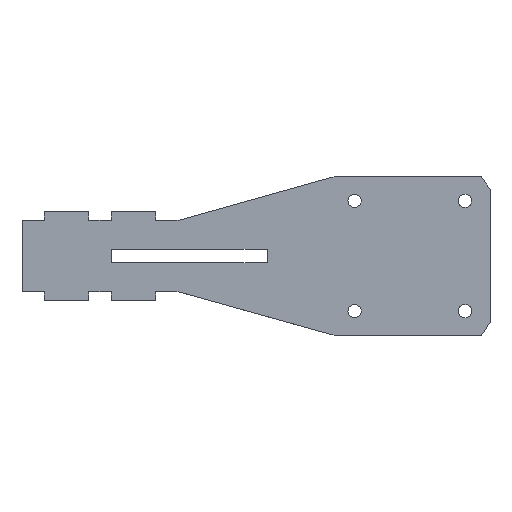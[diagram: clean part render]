
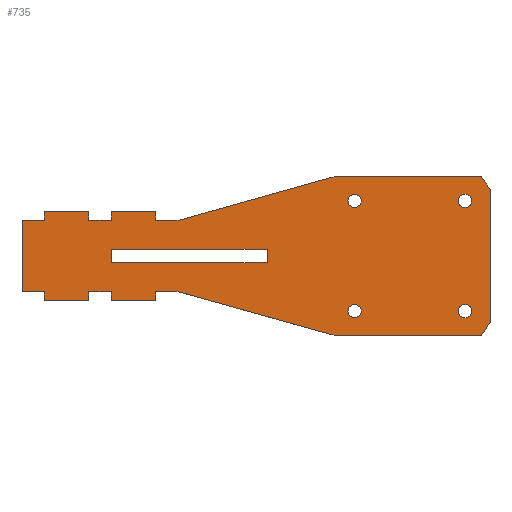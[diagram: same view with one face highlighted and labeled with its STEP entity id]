
A CAD part, top view. The second image highlights one B-rep face of the part: STEP entity #735.
In plain terms, the highlighted planar face has unit normal (0, 0, 1).
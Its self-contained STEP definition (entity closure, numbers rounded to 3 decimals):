
#19=FACE_BOUND('',#116,.T.);
#20=FACE_BOUND('',#117,.T.);
#21=FACE_BOUND('',#118,.T.);
#22=FACE_BOUND('',#119,.T.);
#23=FACE_BOUND('',#120,.T.);
#29=CIRCLE('',#744,1.5);
#31=CIRCLE('',#747,1.5);
#33=CIRCLE('',#750,1.5);
#35=CIRCLE('',#753,1.5);
#75=FACE_OUTER_BOUND('',#115,.T.);
#115=EDGE_LOOP('',(#601,#602,#603,#604,#605,#606,#607,#608,#609,#610,#611,
#612,#613,#614,#615,#616,#617,#618,#619,#620,#621,#622,#623,#624,#625,#626));
#116=EDGE_LOOP('',(#627,#628,#629,#630));
#117=EDGE_LOOP('',(#631));
#118=EDGE_LOOP('',(#632));
#119=EDGE_LOOP('',(#633));
#120=EDGE_LOOP('',(#634));
#129=LINE('',#971,#219);
#133=LINE('',#978,#223);
#136=LINE('',#984,#226);
#138=LINE('',#987,#228);
#141=LINE('',#1015,#231);
#144=LINE('',#1021,#234);
#147=LINE('',#1027,#237);
#150=LINE('',#1033,#240);
#153=LINE('',#1039,#243);
#156=LINE('',#1045,#246);
#159=LINE('',#1051,#249);
#162=LINE('',#1057,#252);
#165=LINE('',#1063,#255);
#168=LINE('',#1069,#258);
#171=LINE('',#1075,#261);
#174=LINE('',#1081,#264);
#177=LINE('',#1087,#267);
#180=LINE('',#1093,#270);
#183=LINE('',#1099,#273);
#186=LINE('',#1105,#276);
#189=LINE('',#1111,#279);
#192=LINE('',#1117,#282);
#195=LINE('',#1123,#285);
#198=LINE('',#1129,#288);
#201=LINE('',#1135,#291);
#204=LINE('',#1141,#294);
#207=LINE('',#1147,#297);
#210=LINE('',#1153,#300);
#213=LINE('',#1159,#303);
#216=LINE('',#1163,#306);
#219=VECTOR('',#789,35.);
#223=VECTOR('',#795,3.);
#226=VECTOR('',#800,35.);
#228=VECTOR('',#804,3.);
#231=VECTOR('',#833,36.346);
#234=VECTOR('',#838,33.);
#237=VECTOR('',#843,3.421);
#240=VECTOR('',#848,30.);
#243=VECTOR('',#853,3.421);
#246=VECTOR('',#858,33.);
#249=VECTOR('',#863,36.333);
#252=VECTOR('',#868,5.);
#255=VECTOR('',#873,2.);
#258=VECTOR('',#878,10.);
#261=VECTOR('',#883,2.);
#264=VECTOR('',#888,5.);
#267=VECTOR('',#893,2.);
#270=VECTOR('',#898,10.);
#273=VECTOR('',#903,2.);
#276=VECTOR('',#908,5.);
#279=VECTOR('',#913,16.);
#282=VECTOR('',#918,5.);
#285=VECTOR('',#923,2.);
#288=VECTOR('',#928,10.);
#291=VECTOR('',#933,2.);
#294=VECTOR('',#938,5.);
#297=VECTOR('',#943,2.);
#300=VECTOR('',#948,10.);
#303=VECTOR('',#953,2.);
#306=VECTOR('',#958,5.);
#309=VERTEX_POINT('',#968);
#310=VERTEX_POINT('',#970);
#312=VERTEX_POINT('',#976);
#314=VERTEX_POINT('',#982);
#315=VERTEX_POINT('',#989);
#317=VERTEX_POINT('',#994);
#319=VERTEX_POINT('',#999);
#321=VERTEX_POINT('',#1004);
#325=VERTEX_POINT('',#1012);
#326=VERTEX_POINT('',#1014);
#328=VERTEX_POINT('',#1020);
#330=VERTEX_POINT('',#1026);
#332=VERTEX_POINT('',#1032);
#334=VERTEX_POINT('',#1038);
#336=VERTEX_POINT('',#1044);
#338=VERTEX_POINT('',#1050);
#340=VERTEX_POINT('',#1056);
#342=VERTEX_POINT('',#1062);
#344=VERTEX_POINT('',#1068);
#346=VERTEX_POINT('',#1074);
#348=VERTEX_POINT('',#1080);
#350=VERTEX_POINT('',#1086);
#352=VERTEX_POINT('',#1092);
#354=VERTEX_POINT('',#1098);
#356=VERTEX_POINT('',#1104);
#358=VERTEX_POINT('',#1110);
#360=VERTEX_POINT('',#1116);
#362=VERTEX_POINT('',#1122);
#364=VERTEX_POINT('',#1128);
#366=VERTEX_POINT('',#1134);
#368=VERTEX_POINT('',#1140);
#370=VERTEX_POINT('',#1146);
#372=VERTEX_POINT('',#1152);
#374=VERTEX_POINT('',#1158);
#377=EDGE_CURVE('',#310,#309,#129,.T.);
#381=EDGE_CURVE('',#309,#312,#133,.T.);
#384=EDGE_CURVE('',#312,#314,#136,.T.);
#386=EDGE_CURVE('',#314,#310,#138,.T.);
#387=EDGE_CURVE('',#315,#315,#29,.T.);
#389=EDGE_CURVE('',#317,#317,#31,.T.);
#391=EDGE_CURVE('',#319,#319,#33,.T.);
#393=EDGE_CURVE('',#321,#321,#35,.T.);
#397=EDGE_CURVE('',#326,#325,#141,.T.);
#400=EDGE_CURVE('',#328,#326,#144,.T.);
#403=EDGE_CURVE('',#330,#328,#147,.T.);
#406=EDGE_CURVE('',#332,#330,#150,.T.);
#409=EDGE_CURVE('',#334,#332,#153,.T.);
#412=EDGE_CURVE('',#336,#334,#156,.T.);
#415=EDGE_CURVE('',#338,#336,#159,.T.);
#418=EDGE_CURVE('',#340,#338,#162,.T.);
#421=EDGE_CURVE('',#342,#340,#165,.T.);
#424=EDGE_CURVE('',#344,#342,#168,.T.);
#427=EDGE_CURVE('',#346,#344,#171,.T.);
#430=EDGE_CURVE('',#348,#346,#174,.T.);
#433=EDGE_CURVE('',#350,#348,#177,.T.);
#436=EDGE_CURVE('',#352,#350,#180,.T.);
#439=EDGE_CURVE('',#354,#352,#183,.T.);
#442=EDGE_CURVE('',#356,#354,#186,.T.);
#445=EDGE_CURVE('',#358,#356,#189,.T.);
#448=EDGE_CURVE('',#360,#358,#192,.T.);
#451=EDGE_CURVE('',#362,#360,#195,.T.);
#454=EDGE_CURVE('',#364,#362,#198,.T.);
#457=EDGE_CURVE('',#366,#364,#201,.T.);
#460=EDGE_CURVE('',#368,#366,#204,.T.);
#463=EDGE_CURVE('',#370,#368,#207,.T.);
#466=EDGE_CURVE('',#372,#370,#210,.T.);
#469=EDGE_CURVE('',#374,#372,#213,.T.);
#472=EDGE_CURVE('',#325,#374,#216,.T.);
#601=ORIENTED_EDGE('',*,*,#472,.T.);
#602=ORIENTED_EDGE('',*,*,#469,.T.);
#603=ORIENTED_EDGE('',*,*,#466,.T.);
#604=ORIENTED_EDGE('',*,*,#463,.T.);
#605=ORIENTED_EDGE('',*,*,#460,.T.);
#606=ORIENTED_EDGE('',*,*,#457,.T.);
#607=ORIENTED_EDGE('',*,*,#454,.T.);
#608=ORIENTED_EDGE('',*,*,#451,.T.);
#609=ORIENTED_EDGE('',*,*,#448,.T.);
#610=ORIENTED_EDGE('',*,*,#445,.T.);
#611=ORIENTED_EDGE('',*,*,#442,.T.);
#612=ORIENTED_EDGE('',*,*,#439,.T.);
#613=ORIENTED_EDGE('',*,*,#436,.T.);
#614=ORIENTED_EDGE('',*,*,#433,.T.);
#615=ORIENTED_EDGE('',*,*,#430,.T.);
#616=ORIENTED_EDGE('',*,*,#427,.T.);
#617=ORIENTED_EDGE('',*,*,#424,.T.);
#618=ORIENTED_EDGE('',*,*,#421,.T.);
#619=ORIENTED_EDGE('',*,*,#418,.T.);
#620=ORIENTED_EDGE('',*,*,#415,.T.);
#621=ORIENTED_EDGE('',*,*,#412,.T.);
#622=ORIENTED_EDGE('',*,*,#409,.T.);
#623=ORIENTED_EDGE('',*,*,#406,.T.);
#624=ORIENTED_EDGE('',*,*,#403,.T.);
#625=ORIENTED_EDGE('',*,*,#400,.T.);
#626=ORIENTED_EDGE('',*,*,#397,.T.);
#627=ORIENTED_EDGE('',*,*,#377,.T.);
#628=ORIENTED_EDGE('',*,*,#381,.T.);
#629=ORIENTED_EDGE('',*,*,#384,.T.);
#630=ORIENTED_EDGE('',*,*,#386,.T.);
#631=ORIENTED_EDGE('',*,*,#387,.T.);
#632=ORIENTED_EDGE('',*,*,#389,.T.);
#633=ORIENTED_EDGE('',*,*,#391,.T.);
#634=ORIENTED_EDGE('',*,*,#393,.T.);
#699=PLANE('',#781);
#735=ADVANCED_FACE('',(#75,#19,#20,#21,#22,#23),#699,.T.);
#744=AXIS2_PLACEMENT_3D('',#990,#807,#808);
#747=AXIS2_PLACEMENT_3D('',#995,#813,#814);
#750=AXIS2_PLACEMENT_3D('',#1000,#819,#820);
#753=AXIS2_PLACEMENT_3D('',#1005,#825,#826);
#781=AXIS2_PLACEMENT_3D('',#1164,#959,#960);
#789=DIRECTION('',(1.,0.,0.));
#795=DIRECTION('',(0.,-1.,0.));
#800=DIRECTION('',(-1.,0.,0.));
#804=DIRECTION('',(0.,1.,0.));
#807=DIRECTION('center_axis',(0.,0.,-1.));
#808=DIRECTION('ref_axis',(-1.,0.,0.));
#813=DIRECTION('center_axis',(0.,0.,-1.));
#814=DIRECTION('ref_axis',(-1.,0.,0.));
#819=DIRECTION('center_axis',(0.,0.,-1.));
#820=DIRECTION('ref_axis',(-1.,0.,0.));
#825=DIRECTION('center_axis',(0.,0.,-1.));
#826=DIRECTION('ref_axis',(-1.,0.,0.));
#833=DIRECTION('',(-0.963,-0.27,0.));
#838=DIRECTION('',(-1.,0.,0.));
#843=DIRECTION('',(-0.585,0.811,0.));
#848=DIRECTION('',(0.,1.,0.));
#853=DIRECTION('',(0.585,0.811,0.));
#858=DIRECTION('',(1.,0.,0.));
#863=DIRECTION('',(0.963,-0.268,0.));
#868=DIRECTION('',(1.,0.,0.));
#873=DIRECTION('',(0.,1.,0.));
#878=DIRECTION('',(1.,0.,0.));
#883=DIRECTION('',(0.,-1.,0.));
#888=DIRECTION('',(1.,0.,0.));
#893=DIRECTION('',(0.,1.,0.));
#898=DIRECTION('',(1.,0.,0.));
#903=DIRECTION('',(0.,-1.,0.));
#908=DIRECTION('',(1.,0.,0.));
#913=DIRECTION('',(0.,-1.,0.));
#918=DIRECTION('',(-1.,0.,0.));
#923=DIRECTION('',(0.,-1.,0.));
#928=DIRECTION('',(-1.,0.,0.));
#933=DIRECTION('',(0.,1.,0.));
#938=DIRECTION('',(-1.,0.,0.));
#943=DIRECTION('',(0.,-1.,0.));
#948=DIRECTION('',(-1.,0.,0.));
#953=DIRECTION('',(0.,1.,0.));
#958=DIRECTION('',(-1.,0.,0.));
#959=DIRECTION('center_axis',(0.,0.,1.));
#960=DIRECTION('ref_axis',(1.,0.,0.));
#968=CARTESIAN_POINT('',(35.,1.5,3.));
#970=CARTESIAN_POINT('',(0.,1.5,3.));
#971=CARTESIAN_POINT('',(34.329,1.5,3.));
#976=CARTESIAN_POINT('',(35.,-1.5,3.));
#978=CARTESIAN_POINT('',(35.,-0.756,3.));
#982=CARTESIAN_POINT('',(0.,-1.5,3.));
#984=CARTESIAN_POINT('',(16.829,-1.5,3.));
#987=CARTESIAN_POINT('',(0.,0.744,3.));
#989=CARTESIAN_POINT('',(80.874,-12.374,3.));
#990=CARTESIAN_POINT('Origin',(79.374,-12.374,3.));
#994=CARTESIAN_POINT('',(80.874,12.374,3.));
#995=CARTESIAN_POINT('Origin',(79.374,12.374,3.));
#999=CARTESIAN_POINT('',(56.126,12.374,3.));
#1000=CARTESIAN_POINT('Origin',(54.626,12.374,3.));
#1004=CARTESIAN_POINT('',(56.126,-12.374,3.));
#1005=CARTESIAN_POINT('Origin',(54.626,-12.374,3.));
#1012=CARTESIAN_POINT('',(15.,7.975,3.));
#1014=CARTESIAN_POINT('',(50.,17.775,3.));
#1015=CARTESIAN_POINT('',(50.,17.775,3.));
#1020=CARTESIAN_POINT('',(83.,17.775,3.));
#1021=CARTESIAN_POINT('',(83.,17.775,3.));
#1026=CARTESIAN_POINT('',(85.,15.,3.));
#1027=CARTESIAN_POINT('',(85.,15.,3.));
#1032=CARTESIAN_POINT('',(85.,-15.,3.));
#1033=CARTESIAN_POINT('',(85.,-15.,3.));
#1038=CARTESIAN_POINT('',(83.,-17.775,3.));
#1039=CARTESIAN_POINT('',(83.,-17.775,3.));
#1044=CARTESIAN_POINT('',(50.,-17.775,3.));
#1045=CARTESIAN_POINT('',(50.,-17.775,3.));
#1050=CARTESIAN_POINT('',(15.,-8.025,3.));
#1051=CARTESIAN_POINT('',(15.,-8.025,3.));
#1056=CARTESIAN_POINT('',(10.,-8.025,3.));
#1057=CARTESIAN_POINT('',(10.,-8.025,3.));
#1062=CARTESIAN_POINT('',(10.,-10.025,3.));
#1063=CARTESIAN_POINT('',(10.,-10.025,3.));
#1068=CARTESIAN_POINT('',(0.,-10.025,3.));
#1069=CARTESIAN_POINT('',(0.,-10.025,3.));
#1074=CARTESIAN_POINT('',(0.,-8.025,3.));
#1075=CARTESIAN_POINT('',(0.,-8.025,3.));
#1080=CARTESIAN_POINT('',(-5.,-8.025,3.));
#1081=CARTESIAN_POINT('',(-5.,-8.025,3.));
#1086=CARTESIAN_POINT('',(-5.,-10.025,3.));
#1087=CARTESIAN_POINT('',(-5.,-10.025,3.));
#1092=CARTESIAN_POINT('',(-15.,-10.025,3.));
#1093=CARTESIAN_POINT('',(-15.,-10.025,3.));
#1098=CARTESIAN_POINT('',(-15.,-8.025,3.));
#1099=CARTESIAN_POINT('',(-15.,-8.025,3.));
#1104=CARTESIAN_POINT('',(-20.,-8.025,3.));
#1105=CARTESIAN_POINT('',(-20.,-8.025,3.));
#1110=CARTESIAN_POINT('',(-20.,7.975,3.));
#1111=CARTESIAN_POINT('',(-20.,7.975,3.));
#1116=CARTESIAN_POINT('',(-15.,7.975,3.));
#1117=CARTESIAN_POINT('',(-15.,7.975,3.));
#1122=CARTESIAN_POINT('',(-15.,9.975,3.));
#1123=CARTESIAN_POINT('',(-15.,9.975,3.));
#1128=CARTESIAN_POINT('',(-5.,9.975,3.));
#1129=CARTESIAN_POINT('',(-5.,9.975,3.));
#1134=CARTESIAN_POINT('',(-5.,7.975,3.));
#1135=CARTESIAN_POINT('',(-5.,7.975,3.));
#1140=CARTESIAN_POINT('',(0.,7.975,3.));
#1141=CARTESIAN_POINT('',(0.,7.975,3.));
#1146=CARTESIAN_POINT('',(0.,9.975,3.));
#1147=CARTESIAN_POINT('',(0.,9.975,3.));
#1152=CARTESIAN_POINT('',(10.,9.975,3.));
#1153=CARTESIAN_POINT('',(10.,9.975,3.));
#1158=CARTESIAN_POINT('',(10.,7.975,3.));
#1159=CARTESIAN_POINT('',(10.,7.975,3.));
#1163=CARTESIAN_POINT('',(15.,7.975,3.));
#1164=CARTESIAN_POINT('Origin',(33.658,-0.012,3.));
